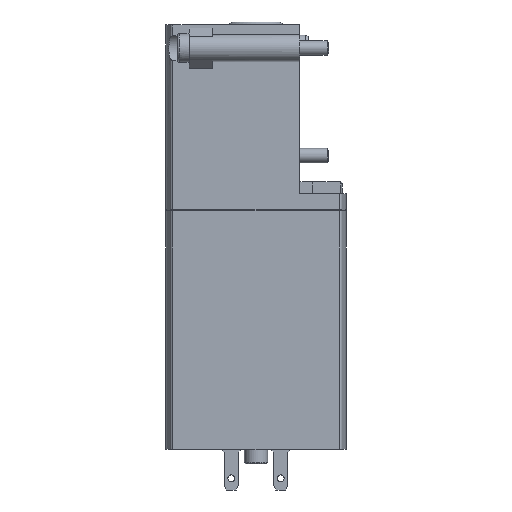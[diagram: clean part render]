
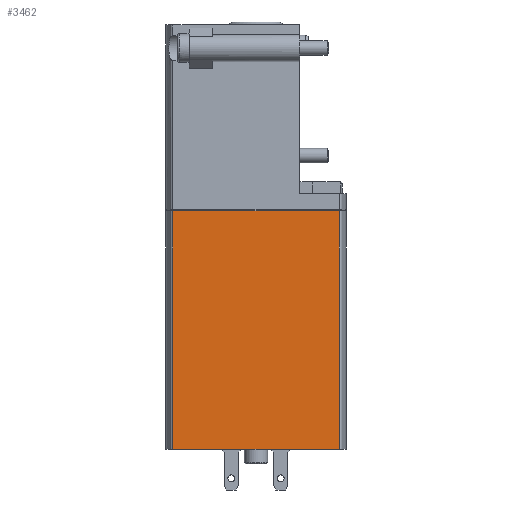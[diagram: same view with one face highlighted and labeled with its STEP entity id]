
A CAD part, left-side view. The second image highlights one B-rep face of the part: STEP entity #3462.
In plain terms, the highlighted planar face has unit normal (-1, 0, 0).
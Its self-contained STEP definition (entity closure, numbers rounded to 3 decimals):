
#162=ORIENTED_EDGE('',*,*,#844,.F.);
#163=ORIENTED_EDGE('',*,*,#845,.F.);
#164=ORIENTED_EDGE('',*,*,#846,.T.);
#165=ORIENTED_EDGE('',*,*,#847,.T.);
#844=EDGE_CURVE('',#1185,#1186,#1424,.T.);
#845=EDGE_CURVE('',#1187,#1185,#1425,.T.);
#846=EDGE_CURVE('',#1187,#1188,#1426,.T.);
#847=EDGE_CURVE('',#1188,#1186,#1427,.T.);
#1185=VERTEX_POINT('',#4577);
#1186=VERTEX_POINT('',#4578);
#1187=VERTEX_POINT('',#4580);
#1188=VERTEX_POINT('',#4582);
#1424=LINE('',#4576,#1672);
#1425=LINE('',#4579,#1673);
#1426=LINE('',#4581,#1674);
#1427=LINE('',#4583,#1675);
#1672=VECTOR('',#3856,1000.);
#1673=VECTOR('',#3857,1000.);
#1674=VECTOR('',#3858,1000.);
#1675=VECTOR('',#3859,1000.);
#1920=EDGE_LOOP('',(#162,#163,#164,#165));
#2118=FACE_BOUND('',#1920,.T.);
#2316=PLANE('',#3616);
#3462=ADVANCED_FACE('',(#2118),#2316,.F.);
#3616=AXIS2_PLACEMENT_3D('',#4575,#3854,#3855);
#3854=DIRECTION('',(1.,0.,0.));
#3855=DIRECTION('',(0.,0.,-1.));
#3856=DIRECTION('',(0.,-1.,0.));
#3857=DIRECTION('',(0.,0.,1.));
#3858=DIRECTION('',(0.,-1.,0.));
#3859=DIRECTION('',(0.,0.,1.));
#4575=CARTESIAN_POINT('',(-5.,0.,0.));
#4576=CARTESIAN_POINT('',(-5.,0.,4.5));
#4577=CARTESIAN_POINT('',(-5.,29.784,4.5));
#4578=CARTESIAN_POINT('',(-5.,1.216,4.5));
#4579=CARTESIAN_POINT('',(-5.,29.784,-36.5));
#4580=CARTESIAN_POINT('',(-5.,29.784,-36.5));
#4581=CARTESIAN_POINT('',(-5.,29.784,-36.5));
#4582=CARTESIAN_POINT('',(-5.,1.216,-36.5));
#4583=CARTESIAN_POINT('',(-5.,1.216,-36.5));
